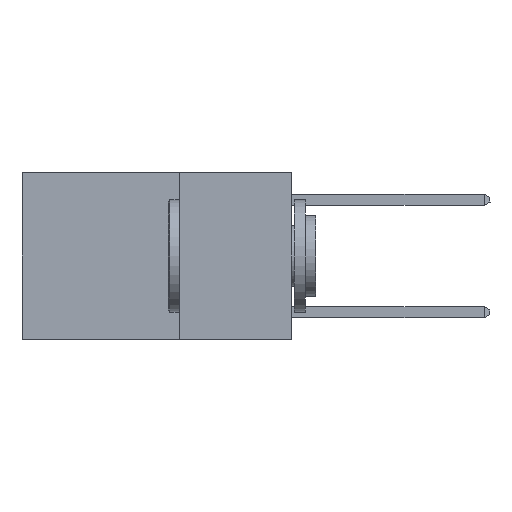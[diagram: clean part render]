
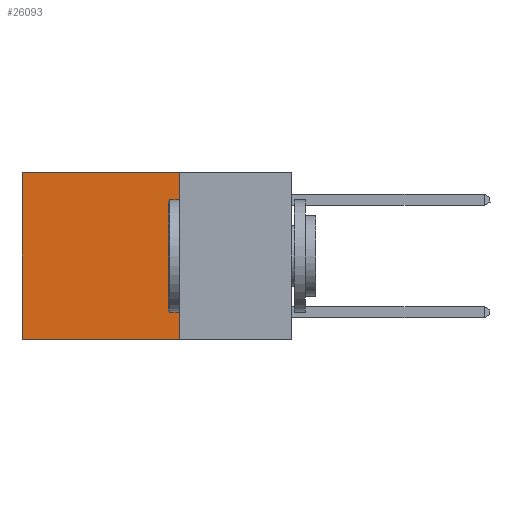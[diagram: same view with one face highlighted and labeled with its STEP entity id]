
A CAD part, left-side view. The second image highlights one B-rep face of the part: STEP entity #26093.
In plain terms, the highlighted planar face has unit normal (-1, 0, 0).
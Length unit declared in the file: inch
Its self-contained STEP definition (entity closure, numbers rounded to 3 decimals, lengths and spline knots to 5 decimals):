
#220 = CARTESIAN_POINT ( 'NONE',  ( 0.2625, 0.25, -0.37 ) ) ;
#684 = VERTEX_POINT ( 'NONE', #22230 ) ;
#2379 = ORIENTED_EDGE ( 'NONE', *, *, #14004, .F. ) ;
#4752 = PLANE ( 'NONE',  #23615 ) ;
#6161 = EDGE_CURVE ( 'NONE', #14112, #11872, #19227, .T. ) ;
#7075 = EDGE_CURVE ( 'NONE', #14112, #684, #11278, .T. ) ;
#7158 = FACE_OUTER_BOUND ( 'NONE', #14297, .T. ) ;
#9081 = CARTESIAN_POINT ( 'NONE',  ( 0.2625, 0.6, -0.37 ) ) ;
#10357 = LINE ( 'NONE', #11812, #23137 ) ;
#10569 = DIRECTION ( 'NONE',  ( 0., 1., 0. ) ) ;
#10676 = DIRECTION ( 'NONE',  ( 1., 0., 0. ) ) ;
#10867 = CARTESIAN_POINT ( 'NONE',  ( 0.2625, 0.25, 0. ) ) ;
#11278 = LINE ( 'NONE', #22996, #25725 ) ;
#11812 = CARTESIAN_POINT ( 'NONE',  ( 0.2625, 0.6, 0. ) ) ;
#11850 = DIRECTION ( 'NONE',  ( 0., 1., 0. ) ) ;
#11872 = VERTEX_POINT ( 'NONE', #12481 ) ;
#12481 = CARTESIAN_POINT ( 'NONE',  ( 0.2625, 0.6, 0. ) ) ;
#12864 = DIRECTION ( 'NONE',  ( 0., 0., -1. ) ) ;
#13051 = CARTESIAN_POINT ( 'NONE',  ( 0.2625, 0.25, 0. ) ) ;
#14004 = EDGE_CURVE ( 'NONE', #684, #21668, #20650, .T. ) ;
#14112 = VERTEX_POINT ( 'NONE', #10867 ) ;
#14297 = EDGE_LOOP ( 'NONE', ( #22511, #2379, #25754, #20817 ) ) ;
#17901 = VECTOR ( 'NONE', #10569, 39.37008 ) ;
#19227 = LINE ( 'NONE', #20173, #17901 ) ;
#20173 = CARTESIAN_POINT ( 'NONE',  ( 0.2625, 0.25, 0. ) ) ;
#20650 = LINE ( 'NONE', #220, #21972 ) ;
#20817 = ORIENTED_EDGE ( 'NONE', *, *, #6161, .T. ) ;
#21668 = VERTEX_POINT ( 'NONE', #9081 ) ;
#21972 = VECTOR ( 'NONE', #11850, 39.37008 ) ;
#22228 = EDGE_CURVE ( 'NONE', #11872, #21668, #10357, .T. ) ;
#22230 = CARTESIAN_POINT ( 'NONE',  ( 0.2625, 0.25, -0.37 ) ) ;
#22511 = ORIENTED_EDGE ( 'NONE', *, *, #22228, .T. ) ;
#22996 = CARTESIAN_POINT ( 'NONE',  ( 0.2625, 0.25, 0. ) ) ;
#23137 = VECTOR ( 'NONE', #26471, 39.37008 ) ;
#23615 = AXIS2_PLACEMENT_3D ( 'NONE', #13051, #10676, #12864 ) ;
#25635 = DIRECTION ( 'NONE',  ( 0., 0., -1. ) ) ;
#25725 = VECTOR ( 'NONE', #25635, 39.37008 ) ;
#25754 = ORIENTED_EDGE ( 'NONE', *, *, #7075, .F. ) ;
#26093 = ADVANCED_FACE ( 'NONE', ( #7158 ), #4752, .F. ) ;
#26471 = DIRECTION ( 'NONE',  ( 0., 0., -1. ) ) ;
